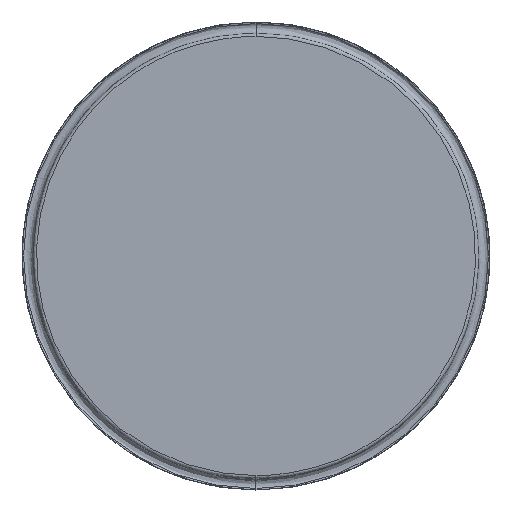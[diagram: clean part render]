
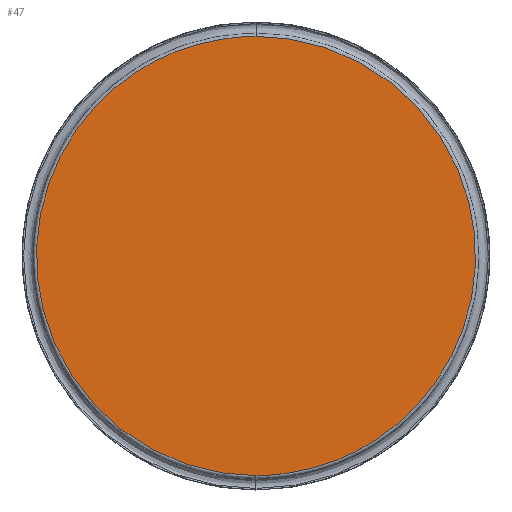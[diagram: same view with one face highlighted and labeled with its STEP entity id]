
A CAD part, left-side view. The second image highlights one B-rep face of the part: STEP entity #47.
In plain terms, the highlighted planar face has unit normal (-1, 0, 0).
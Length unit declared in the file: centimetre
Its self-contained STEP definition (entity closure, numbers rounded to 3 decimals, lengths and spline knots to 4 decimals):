
#43 = EDGE_LOOP ( 'NONE', ( #1917, #830 ) ) ;
#47 = ADVANCED_FACE ( 'NONE', ( #2260 ), #1738, .T. ) ;
#91 = EDGE_CURVE ( 'NONE', #1172, #1043, #2199, .T. ) ;
#110 = CARTESIAN_POINT ( 'NONE',  ( -0.712, -3.515, 0. ) ) ;
#303 = DIRECTION ( 'NONE',  ( 0., 0., 1. ) ) ;
#351 =( BOUNDED_CURVE ( )  B_SPLINE_CURVE ( 3, ( #2135, #934, #724, #1296 ),
 .UNSPECIFIED., .F., .F. ) 
 B_SPLINE_CURVE_WITH_KNOTS ( ( 4, 4 ),
 ( 0., 1. ),
 .UNSPECIFIED. ) 
 CURVE ( )  GEOMETRIC_REPRESENTATION_ITEM ( )  RATIONAL_B_SPLINE_CURVE ( ( 1., 0.333, 0.333, 1. ) ) 
 REPRESENTATION_ITEM ( '' )  );
#484 = CARTESIAN_POINT ( 'NONE',  ( -0.712, 0., 3.5467 ) ) ;
#500 = EDGE_CURVE ( 'NONE', #1043, #1172, #351, .T. ) ;
#560 = CARTESIAN_POINT ( 'NONE',  ( -0.712, 0., 3.5467 ) ) ;
#724 = CARTESIAN_POINT ( 'NONE',  ( -0.712, 7.0933, 3.5467 ) ) ;
#830 = ORIENTED_EDGE ( 'NONE', *, *, #91, .F. ) ;
#934 = CARTESIAN_POINT ( 'NONE',  ( -0.712, 7.0933, -3.5467 ) ) ;
#1043 = VERTEX_POINT ( 'NONE', #1963 ) ;
#1172 = VERTEX_POINT ( 'NONE', #560 ) ;
#1201 = CARTESIAN_POINT ( 'NONE',  ( -0.712, 0., -3.5467 ) ) ;
#1296 = CARTESIAN_POINT ( 'NONE',  ( -0.712, 0., 3.5467 ) ) ;
#1702 = DIRECTION ( 'NONE',  ( -1., 0., 0. ) ) ;
#1738 = PLANE ( 'NONE',  #2284 ) ;
#1917 = ORIENTED_EDGE ( 'NONE', *, *, #500, .F. ) ;
#1963 = CARTESIAN_POINT ( 'NONE',  ( -0.712, 0., -3.5467 ) ) ;
#2135 = CARTESIAN_POINT ( 'NONE',  ( -0.712, 0., -3.5467 ) ) ;
#2199 =( BOUNDED_CURVE ( )  B_SPLINE_CURVE ( 3, ( #484, #2274, #2250, #1201 ),
 .UNSPECIFIED., .F., .F. ) 
 B_SPLINE_CURVE_WITH_KNOTS ( ( 4, 4 ),
 ( 0., 1. ),
 .UNSPECIFIED. ) 
 CURVE ( )  GEOMETRIC_REPRESENTATION_ITEM ( )  RATIONAL_B_SPLINE_CURVE ( ( 1., 0.333, 0.333, 1. ) ) 
 REPRESENTATION_ITEM ( '' )  );
#2250 = CARTESIAN_POINT ( 'NONE',  ( -0.712, -7.0933, -3.5467 ) ) ;
#2260 = FACE_OUTER_BOUND ( 'NONE', #43, .T. ) ;
#2274 = CARTESIAN_POINT ( 'NONE',  ( -0.712, -7.0933, 3.5467 ) ) ;
#2284 = AXIS2_PLACEMENT_3D ( 'NONE', #110, #1702, #303 ) ;
